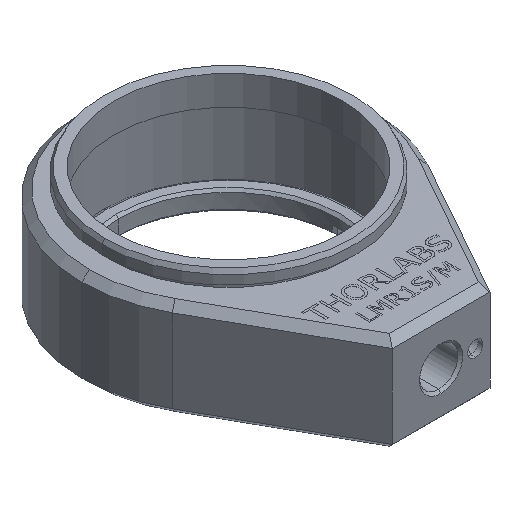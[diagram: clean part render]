
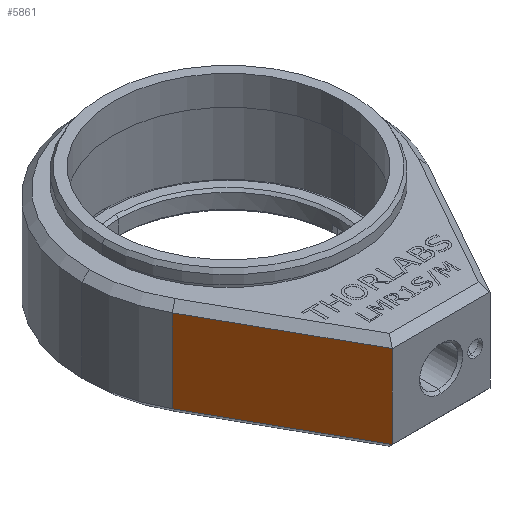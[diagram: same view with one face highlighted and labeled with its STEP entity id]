
A CAD part, isometric view. The second image highlights one B-rep face of the part: STEP entity #5861.
In plain terms, the highlighted planar face has unit normal (-0.872, -0.489, 0).
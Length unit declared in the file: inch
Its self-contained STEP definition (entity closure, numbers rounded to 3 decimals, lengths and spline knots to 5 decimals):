
#323 = VECTOR ( 'NONE', #8460, 39.37008 ) ;
#2663 = EDGE_LOOP ( 'NONE', ( #6892, #6897, #6896, #6898 ) ) ;
#4496 = EDGE_CURVE ( 'NONE', #7794, #7788, #5327, .T. ) ;
#5327 = LINE ( 'NONE', #8459, #323 ) ;
#5861 = ADVANCED_FACE ( 'NONE', ( #12227 ), #12900, .F. ) ;
#5919 = EDGE_CURVE ( 'NONE', #8303, #7794, #14096, .T. ) ;
#5920 = EDGE_CURVE ( 'NONE', #8303, #8304, #14097, .T. ) ;
#5921 = EDGE_CURVE ( 'NONE', #7788, #8304, #14098, .T. ) ;
#6892 = ORIENTED_EDGE ( 'NONE', *, *, #4496, .T. ) ;
#6896 = ORIENTED_EDGE ( 'NONE', *, *, #5920, .F. ) ;
#6897 = ORIENTED_EDGE ( 'NONE', *, *, #5921, .T. ) ;
#6898 = ORIENTED_EDGE ( 'NONE', *, *, #5919, .T. ) ;
#7788 = VERTEX_POINT ( 'NONE', #16747 ) ;
#7794 = VERTEX_POINT ( 'NONE', #16753 ) ;
#8303 = VERTEX_POINT ( 'NONE', #17114 ) ;
#8304 = VERTEX_POINT ( 'NONE', #17115 ) ;
#8459 = CARTESIAN_POINT ( 'NONE',  ( -0.52332, -0.29349, 0.2 ) ) ;
#8460 = DIRECTION ( 'NONE',  ( 0., 0., -1. ) ) ;
#10610 = AXIS2_PLACEMENT_3D ( 'NONE', #12901, #12902, #12903 ) ;
#12227 = FACE_OUTER_BOUND ( 'NONE', #2663, .T. ) ;
#12900 = PLANE ( 'NONE',  #10610 ) ;
#12901 = CARTESIAN_POINT ( 'NONE',  ( -0.52332, -0.29349, 0.2 ) ) ;
#12902 = DIRECTION ( 'NONE',  ( 0.872, 0.489, 0. ) ) ;
#12903 = DIRECTION ( 'NONE',  ( -0.489, 0.872, 0. ) ) ;
#13225 = CARTESIAN_POINT ( 'NONE',  ( -0.52332, -0.29349, 0.17 ) ) ;
#13226 = DIRECTION ( 'NONE',  ( -0.489, 0.872, 0. ) ) ;
#13227 = CARTESIAN_POINT ( 'NONE',  ( -0.2, -0.87, 0.2 ) ) ;
#13228 = DIRECTION ( 'NONE',  ( 0., 0., -1. ) ) ;
#13229 = CARTESIAN_POINT ( 'NONE',  ( -0.52332, -0.29349, -0.17 ) ) ;
#13230 = DIRECTION ( 'NONE',  ( 0.489, -0.872, 0. ) ) ;
#13558 = VECTOR ( 'NONE', #13226, 39.37008 ) ;
#13559 = VECTOR ( 'NONE', #13228, 39.37008 ) ;
#13560 = VECTOR ( 'NONE', #13230, 39.37008 ) ;
#14096 = LINE ( 'NONE', #13225, #13558 ) ;
#14097 = LINE ( 'NONE', #13227, #13559 ) ;
#14098 = LINE ( 'NONE', #13229, #13560 ) ;
#16747 = CARTESIAN_POINT ( 'NONE',  ( -0.52332, -0.29349, -0.17 ) ) ;
#16753 = CARTESIAN_POINT ( 'NONE',  ( -0.52332, -0.29349, 0.17 ) ) ;
#17114 = CARTESIAN_POINT ( 'NONE',  ( -0.2, -0.87, 0.17 ) ) ;
#17115 = CARTESIAN_POINT ( 'NONE',  ( -0.2, -0.87, -0.17 ) ) ;
